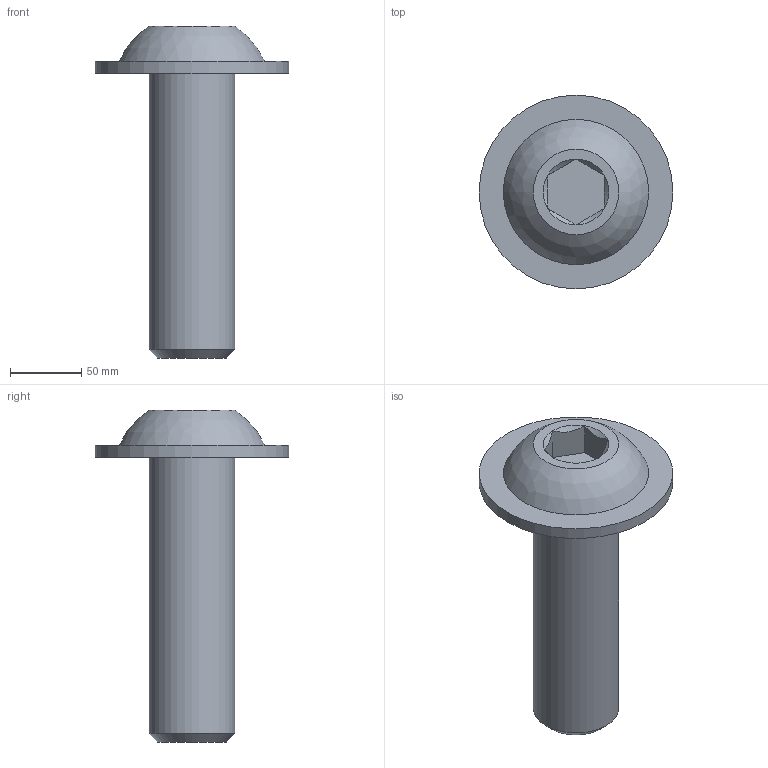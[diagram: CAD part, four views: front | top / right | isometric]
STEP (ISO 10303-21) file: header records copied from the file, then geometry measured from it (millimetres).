
FILE_DESCRIPTION(/* description */ (''),/* implementation_level */ '2;1');
FILE_NAME(/* name */ 'M6 x 20 Flanged SCS - 21.step',/* time_stamp */ '2024-10-22T15:28:08-04:00',/* author */ ('JVann-Robertson'),/* organization */ (''),/* preprocessor_version */ 'ST-DEVELOPER v18.1',/* originating_system */ 'AutoCAD Mechanical',/* authorisation */ '');
FILE_SCHEMA (('AUTOMOTIVE_DESIGN { 1 0 10303 214 3 1 1 }'));
Length unit declared in the file: centimetre
Products named in the file (3): Product; 21_12381; ACADMENU
Assembly tree (2 placements, depth 3):
  Product
    21_12381
      ACADMENU
Bounding box: 136 x 136 x 233 mm (x, y, z)
Volume: 793850.8 mm3; surface area: 75900.2 mm2
Topology: 1 solids, 1 shells, 21 faces, 37 edges, 21 vertices
Faces by surface type: plane 11, cone 7, cylinder 2, sphere 1
Full cylindrical faces by diameter (mm): 60 x1, 136 x1
Entity records: 554 total; most frequent: CARTESIAN_POINT 98, DIRECTION 97, ORIENTED_EDGE 74, AXIS2_PLACEMENT_3D 41, EDGE_CURVE 37, EDGE_LOOP 24, FACE_OUTER_BOUND 21, VERTEX_POINT 21
